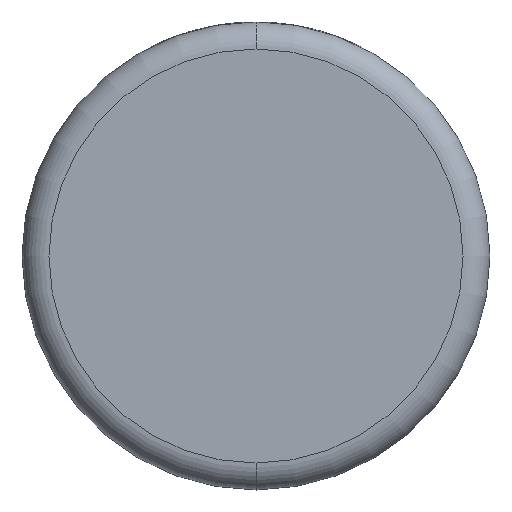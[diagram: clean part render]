
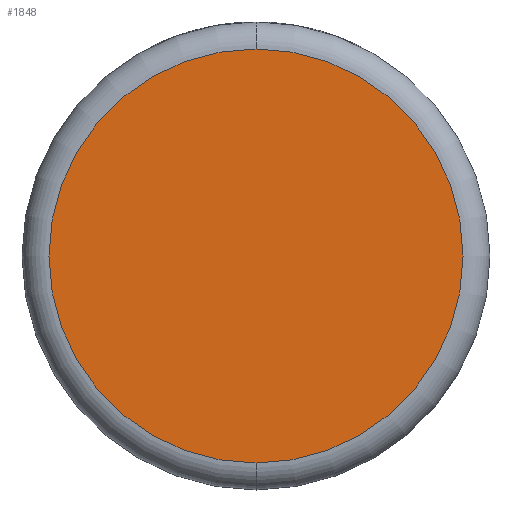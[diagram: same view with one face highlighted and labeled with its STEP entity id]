
A CAD part, front view. The second image highlights one B-rep face of the part: STEP entity #1848.
In plain terms, the highlighted planar face has unit normal (0, -1, 0).
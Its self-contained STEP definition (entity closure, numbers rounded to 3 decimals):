
#143 = CIRCLE ( 'NONE', #1153, 15.926 ) ;
#246 = PLANE ( 'NONE',  #2092 ) ;
#602 = DIRECTION ( 'NONE',  ( 0., 0., 1. ) ) ;
#960 = DIRECTION ( 'NONE',  ( 0., 1., 0. ) ) ;
#1105 = CARTESIAN_POINT ( 'NONE',  ( 0., 0., -15.926 ) ) ;
#1153 = AXIS2_PLACEMENT_3D ( 'NONE', #2516, #3495, #3473 ) ;
#1339 = CIRCLE ( 'NONE', #3325, 15.926 ) ;
#1365 = EDGE_CURVE ( 'NONE', #1538, #2238, #143, .T. ) ;
#1538 = VERTEX_POINT ( 'NONE', #1105 ) ;
#1848 = ADVANCED_FACE ( 'NONE', ( #1861 ), #246, .F. ) ;
#1861 = FACE_OUTER_BOUND ( 'NONE', #3767, .T. ) ;
#1941 = CARTESIAN_POINT ( 'NONE',  ( 0., 0., 0. ) ) ;
#1963 = DIRECTION ( 'NONE',  ( 0., -1., 0. ) ) ;
#2092 = AXIS2_PLACEMENT_3D ( 'NONE', #2894, #960, #602 ) ;
#2234 = EDGE_CURVE ( 'NONE', #2238, #1538, #1339, .T. ) ;
#2238 = VERTEX_POINT ( 'NONE', #2889 ) ;
#2516 = CARTESIAN_POINT ( 'NONE',  ( 0., 0., 0. ) ) ;
#2549 = DIRECTION ( 'NONE',  ( 0., 0., 1. ) ) ;
#2889 = CARTESIAN_POINT ( 'NONE',  ( 0., 0., 15.926 ) ) ;
#2894 = CARTESIAN_POINT ( 'NONE',  ( 0., 0., 0. ) ) ;
#3031 = ORIENTED_EDGE ( 'NONE', *, *, #2234, .T. ) ;
#3226 = ORIENTED_EDGE ( 'NONE', *, *, #1365, .T. ) ;
#3325 = AXIS2_PLACEMENT_3D ( 'NONE', #1941, #1963, #2549 ) ;
#3473 = DIRECTION ( 'NONE',  ( 0., 0., 1. ) ) ;
#3495 = DIRECTION ( 'NONE',  ( 0., -1., 0. ) ) ;
#3767 = EDGE_LOOP ( 'NONE', ( #3031, #3226 ) ) ;
